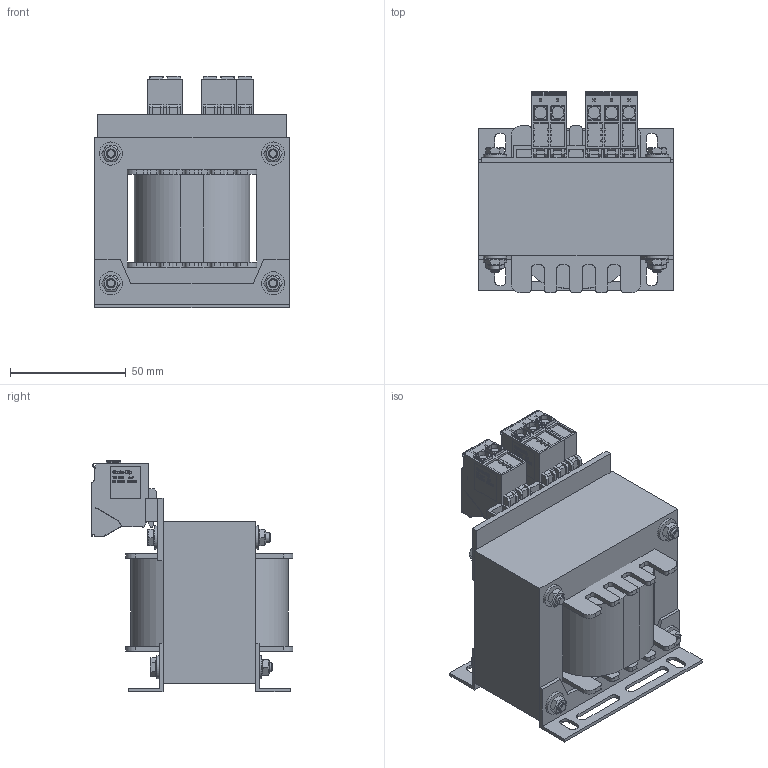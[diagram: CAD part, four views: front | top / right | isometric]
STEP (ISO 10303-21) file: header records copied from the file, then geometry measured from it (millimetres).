
FILE_DESCRIPTION(/* description */ (''),/* implementation_level */ '2;1');
FILE_NAME(/* name */ 'TNA01103200.stp',/* time_stamp */ '2023-09-05T12:04:37+02:00',/* author */ ('velazquez'),/* organization */ (''),/* preprocessor_version */ 'ST-DEVELOPER v19.2',/* originating_system */ 'Autodesk Inventor 2023',/* authorisation */ '');
FILE_SCHEMA (('AUTOMOTIVE_DESIGN { 1 0 10303 214 3 1 1 }'));
Products named in the file (11): TNA01103200; EI84 x 70 - 40 (RC28); EI84; AF28DIN; centrador M4; EI 84 X 70 - 40; DIN 933 - M4  x 50; DIN 934 - M4; 1226_TKS_4_2_F NARANJA; 1226_TKS_4_2_F; 1225_TKS_4_1_F (TIERRA)
Assembly tree (24 placements, depth 2):
  TNA01103200
    EI84 x 70 - 40 (RC28)
    EI84
    AF28DIN  x2
    centrador M4  x8
    EI 84 X 70 - 40
    DIN 933 - M4  x 50  x4
    DIN 934 - M4  x4
    1226_TKS_4_2_F NARANJA
    1226_TKS_4_2_F
    1225_TKS_4_1_F (TIERRA)
Bounding box: 84 x 86.95 x 100.2 mm (x, y, z)
Volume: 303869.3 mm3; surface area: 91423.2 mm2
Topology: 24 solids, 24 shells, 5214 faces, 14492 edges, 9450 vertices
Faces by surface type: plane 4274, cylinder 636, bspline 144, torus 108, cone 48, sphere 4
Full cylindrical faces by diameter (mm): 3.242 x4, 3.621 x4, 4 x14, 4.5 x4, 4.9 x8, 5.9 x4, 10 x8
Entity records: 168385 total; most frequent: CARTESIAN_POINT 33762, ORIENTED_EDGE 28020, DIRECTION 25071, EDGE_CURVE 14010, LINE 12431, VECTOR 12431, VERTEX_POINT 9150, AXIS2_PLACEMENT_3D 6320
